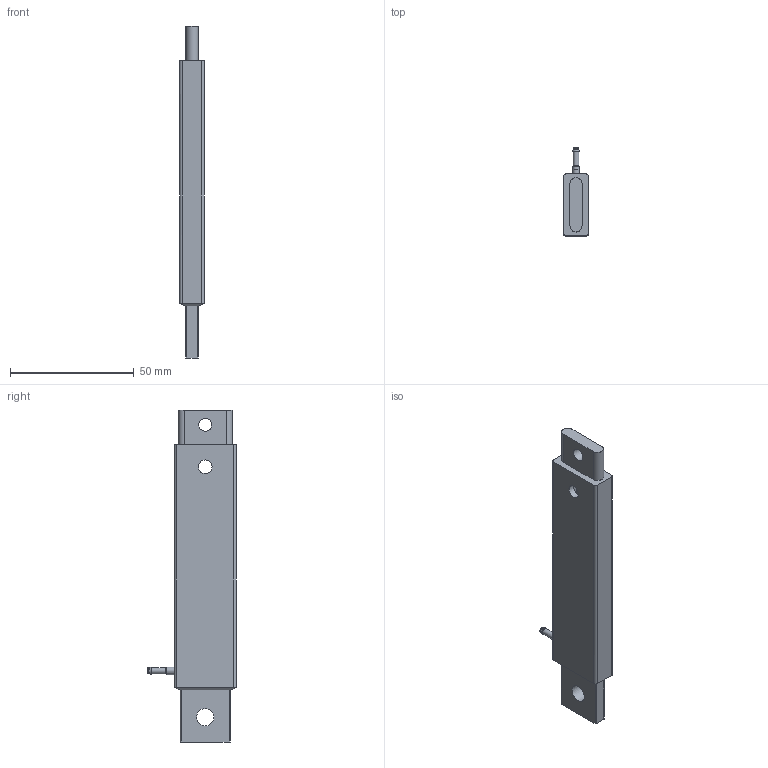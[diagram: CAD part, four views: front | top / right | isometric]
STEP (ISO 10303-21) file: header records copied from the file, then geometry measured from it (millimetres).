
FILE_DESCRIPTION(/* description */ ('STEP AP214'),/* implementation_level */ '2;1');
FILE_NAME(/* name */ '164993_EZH-5_20-25-B',/* time_stamp */ '2024-08-28T12:22:39+02:00',/* author */ ('License CC BY-ND 4.0'),/* organization */ ('CADENAS'),/* preprocessor_version */ 'ST-DEVELOPER v19.3',/* originating_system */ 'PARTsolutions',/* authorisation */ ' ');
FILE_SCHEMA (('AUTOMOTIVE_DESIGN {1 0 10303 214 3 1 1}'));
Length unit declared in the file: millimetre
Products named in the file (3): 164993 EZH-5_20-25-B---(0); 164993 EZH-5_20-25B_1; 164993 EZH-5_20-25B_2
Assembly tree (2 placements, depth 2):
  164993 EZH-5_20-25-B---(0)
    164993 EZH-5_20-25B_1
    164993 EZH-5_20-25B_2
Bounding box: 10 x 35.7 x 133.9 mm (x, y, z)
Volume: 23832.9 mm3; surface area: 15779.3 mm2
Topology: 2 solids, 2 shells, 70 faces, 171 edges, 111 vertices
Faces by surface type: plane 38, cylinder 28, torus 2, cone 2
Full cylindrical faces by diameter (mm): 2 x1, 2.4 x2, 3 x1, 5.2 x1, 5.5 x2, 7 x1
Entity records: 2066 total; most frequent: DIRECTION 364, CARTESIAN_POINT 335, ORIENTED_EDGE 310, EDGE_CURVE 155, AXIS2_PLACEMENT_3D 136, VERTEX_POINT 107, EDGE_LOOP 98, FACE_BOUND 98
